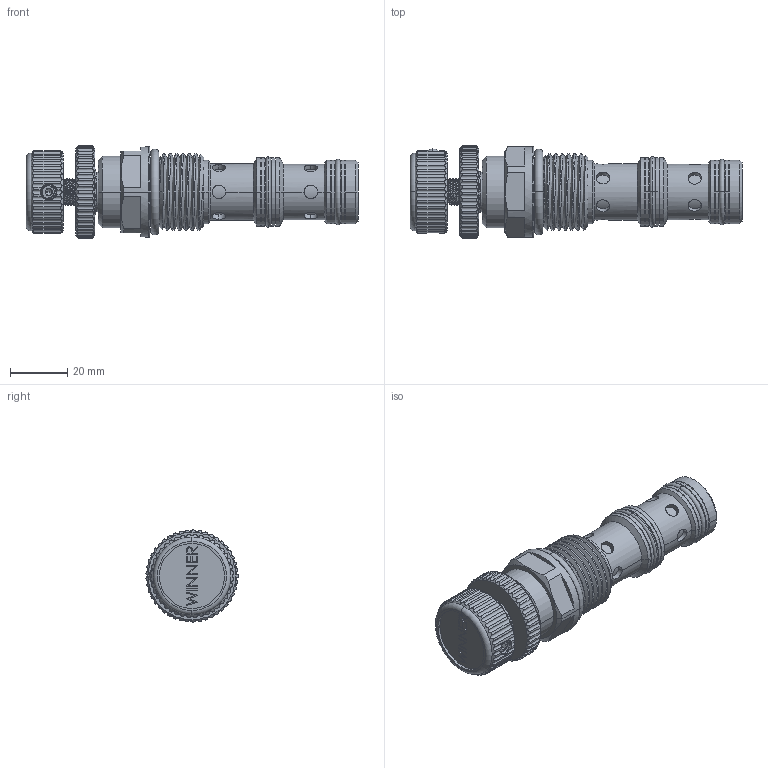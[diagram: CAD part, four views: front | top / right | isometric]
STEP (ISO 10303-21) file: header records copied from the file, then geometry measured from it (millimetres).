
FILE_DESCRIPTION (( 'STEP AP203' ), '1' );
FILE_NAME ('FR12W36-K.STEP', '2016-05-24T05:55:30', ( '' ), ( '' ), 'SwSTEP 2.0', 'SolidWorks 2012', '' );
FILE_SCHEMA (( 'CONFIG_CONTROL_DESIGN' ));
Length unit declared in the file: millimetre
Products named in the file (1): FR12W36-K
Bounding box: 116.02 x 32.18 x 32.2 mm (x, y, z)
Volume: 49793.3 mm3; surface area: 18824.2 mm2
Topology: 7 solids, 7 shells, 731 faces, 1973 edges, 1264 vertices
Faces by surface type: cylinder 411, plane 193, cone 61, torus 43, bspline 21, sphere 2
Entity records: 39850 total; most frequent: CARTESIAN_POINT 22253, ORIENTED_EDGE 3900, DIRECTION 3422, EDGE_CURVE 1950, AXIS2_PLACEMENT_3D 1301, VERTEX_POINT 1261, VECTOR 820, LINE 820
